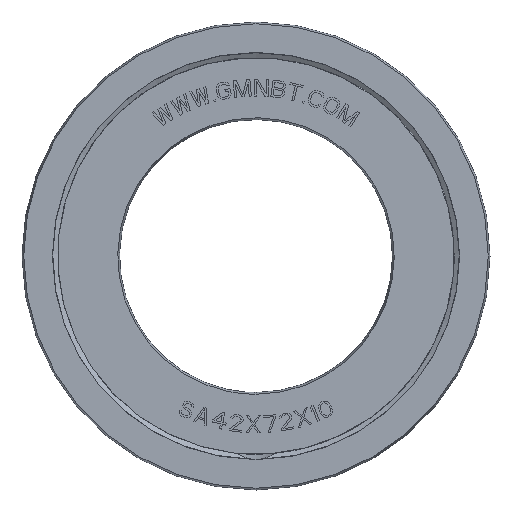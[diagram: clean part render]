
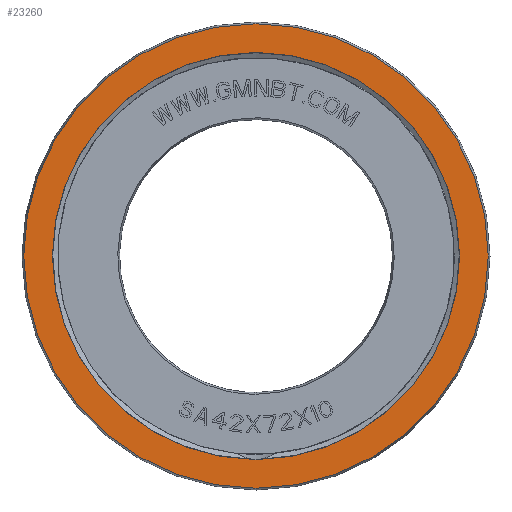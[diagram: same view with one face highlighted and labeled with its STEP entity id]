
A CAD part, front view. The second image highlights one B-rep face of the part: STEP entity #23260.
In plain terms, the highlighted planar face has unit normal (0, -1, 0).
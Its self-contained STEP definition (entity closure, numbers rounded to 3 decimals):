
#22366=CARTESIAN_POINT('',(0.,-5.,0.));
#22367=DIRECTION('',(0.,1.,0.));
#22368=DIRECTION('',(0.,0.,-1.));
#22369=AXIS2_PLACEMENT_3D('',#22366,#22367,#22368);
#22381=CARTESIAN_POINT('',(0.,-5.,0.));
#22382=DIRECTION('',(0.,-1.,0.));
#22383=DIRECTION('',(0.,0.,-1.));
#22384=AXIS2_PLACEMENT_3D('',#22381,#22382,#22383);
#22396=CARTESIAN_POINT('',(0.,-5.,0.));
#22397=DIRECTION('',(0.,1.,0.));
#22398=DIRECTION('',(0.,0.,-1.));
#22399=AXIS2_PLACEMENT_3D('',#22396,#22397,#22398);
#22404=CARTESIAN_POINT('',(0.,-5.,0.));
#22405=DIRECTION('',(0.,-1.,0.));
#22406=DIRECTION('',(0.,0.,-1.));
#22407=AXIS2_PLACEMENT_3D('',#22404,#22405,#22406);
#23145=CARTESIAN_POINT('',(0.,-5.,-31.316));
#23147=VERTEX_POINT('',#23145);
#23148=CARTESIAN_POINT('',(0.,-5.,-35.732));
#23150=VERTEX_POINT('',#23148);
#23164=CARTESIAN_POINT('',(0.,-5.,31.316));
#23165=VERTEX_POINT('',#23164);
#23166=CARTESIAN_POINT('',(0.,-5.,35.732));
#23168=VERTEX_POINT('',#23166);
#23245=CARTESIAN_POINT('',(0.,-5.,0.));
#23246=DIRECTION('',(0.,1.,0.));
#23247=DIRECTION('',(0.,0.,-1.));
#23248=AXIS2_PLACEMENT_3D('',#23245,#23246,#23247);
#23249=PLANE('',#23248);
#23250=ORIENTED_EDGE('',*,*,#23237,.F.);
#23251=ORIENTED_EDGE('',*,*,#23226,.T.);
#23252=EDGE_LOOP('',(#23250,#23251));
#23253=FACE_OUTER_BOUND('',#23252,.F.);
#23255=ORIENTED_EDGE('',*,*,#23254,.F.);
#23257=ORIENTED_EDGE('',*,*,#23256,.T.);
#23258=EDGE_LOOP('',(#23255,#23257));
#23259=FACE_BOUND('',#23258,.F.);
#22370=CIRCLE('',#22369,35.732);
#22385=CIRCLE('',#22384,35.732);
#22400=CIRCLE('',#22399,31.316);
#22408=CIRCLE('',#22407,31.316);
#23226=EDGE_CURVE('',#23150,#23168,#22370,.T.);
#23237=EDGE_CURVE('',#23150,#23168,#22385,.T.);
#23254=EDGE_CURVE('',#23147,#23165,#22400,.T.);
#23256=EDGE_CURVE('',#23147,#23165,#22408,.T.);
#23260=ADVANCED_FACE('',(#23253,#23259),#23249,.F.);
